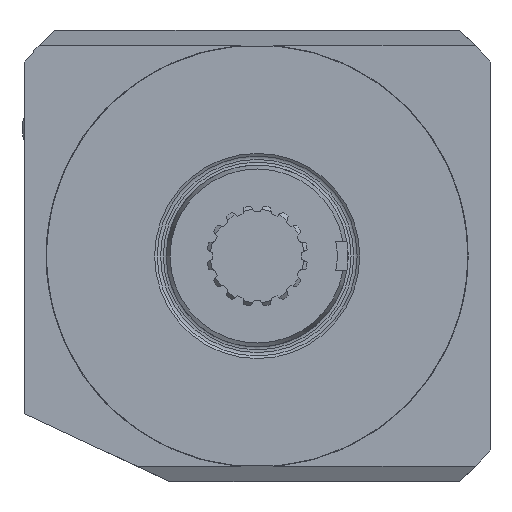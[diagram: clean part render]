
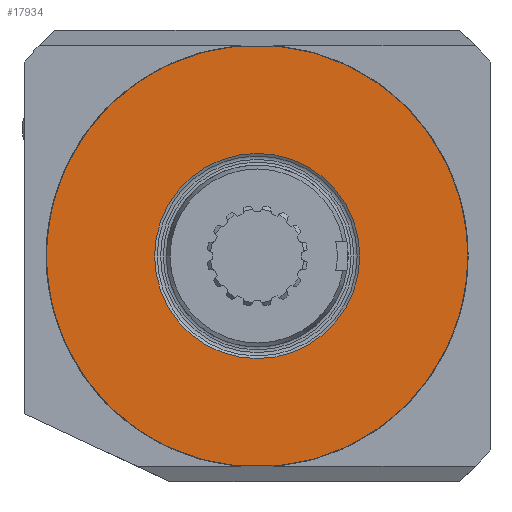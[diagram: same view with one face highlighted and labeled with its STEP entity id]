
A CAD part, front view. The second image highlights one B-rep face of the part: STEP entity #17934.
In plain terms, the highlighted planar face has unit normal (0, -1, 0).
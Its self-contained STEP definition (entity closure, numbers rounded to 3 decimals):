
#205 = PLANE ( 'NONE',  #3727 ) ;
#420 = VECTOR ( 'NONE', #19036, 1000. ) ;
#842 = VERTEX_POINT ( 'NONE', #869 ) ;
#869 = CARTESIAN_POINT ( 'NONE',  ( -3.297, 0., -28.812 ) ) ;
#2517 = EDGE_CURVE ( 'NONE', #7574, #7574, #5332, .T. ) ;
#2665 = CIRCLE ( 'NONE', #9040, 29. ) ;
#2739 = EDGE_LOOP ( 'NONE', ( #20879, #23773, #25508, #9017 ) ) ;
#3727 = AXIS2_PLACEMENT_3D ( 'NONE', #18060, #22032, #24028 ) ;
#4074 = DIRECTION ( 'NONE',  ( -1., 0., 0. ) ) ;
#5332 = CIRCLE ( 'NONE', #17012, 14.1 ) ;
#5334 = LINE ( 'NONE', #14589, #25468 ) ;
#5630 = CARTESIAN_POINT ( 'NONE',  ( 0., 0., 0. ) ) ;
#6126 = EDGE_LOOP ( 'NONE', ( #9954 ) ) ;
#6570 = VERTEX_POINT ( 'NONE', #19609 ) ;
#7565 = CARTESIAN_POINT ( 'NONE',  ( 0., 0., 0. ) ) ;
#7574 = VERTEX_POINT ( 'NONE', #14837 ) ;
#7949 = EDGE_CURVE ( 'NONE', #6570, #26036, #16600, .T. ) ;
#9017 = ORIENTED_EDGE ( 'NONE', *, *, #7949, .T. ) ;
#9040 = AXIS2_PLACEMENT_3D ( 'NONE', #7565, #18114, #4074 ) ;
#9226 = CARTESIAN_POINT ( 'NONE',  ( -3.297, 0., 28.812 ) ) ;
#9954 = ORIENTED_EDGE ( 'NONE', *, *, #2517, .F. ) ;
#10347 = EDGE_CURVE ( 'NONE', #17539, #26036, #5334, .T. ) ;
#10459 = LINE ( 'NONE', #24797, #420 ) ;
#10903 = DIRECTION ( 'NONE',  ( 1., 0., 0. ) ) ;
#11482 = CARTESIAN_POINT ( 'NONE',  ( 0., 0., 0. ) ) ;
#13133 = EDGE_CURVE ( 'NONE', #842, #6570, #10459, .T. ) ;
#14589 = CARTESIAN_POINT ( 'NONE',  ( -32., 0., 28.812 ) ) ;
#14837 = CARTESIAN_POINT ( 'NONE',  ( -14.1, 0., 0. ) ) ;
#15716 = DIRECTION ( 'NONE',  ( 0., -1., 0. ) ) ;
#16600 = CIRCLE ( 'NONE', #21927, 29. ) ;
#17012 = AXIS2_PLACEMENT_3D ( 'NONE', #11482, #23699, #17721 ) ;
#17145 = FACE_OUTER_BOUND ( 'NONE', #2739, .T. ) ;
#17539 = VERTEX_POINT ( 'NONE', #9226 ) ;
#17586 = DIRECTION ( 'NONE',  ( -1., 0., 0. ) ) ;
#17721 = DIRECTION ( 'NONE',  ( -1., 0., 0. ) ) ;
#17934 = ADVANCED_FACE ( 'NONE', ( #22472, #17145 ), #205, .F. ) ;
#18060 = CARTESIAN_POINT ( 'NONE',  ( 0., 0., -12.5 ) ) ;
#18114 = DIRECTION ( 'NONE',  ( 0., -1., 0. ) ) ;
#19036 = DIRECTION ( 'NONE',  ( 1., 0., 0. ) ) ;
#19609 = CARTESIAN_POINT ( 'NONE',  ( 3.297, 0., -28.812 ) ) ;
#20879 = ORIENTED_EDGE ( 'NONE', *, *, #10347, .F. ) ;
#21927 = AXIS2_PLACEMENT_3D ( 'NONE', #5630, #15716, #17586 ) ;
#22032 = DIRECTION ( 'NONE',  ( 0., 1., 0. ) ) ;
#22472 = FACE_BOUND ( 'NONE', #6126, .T. ) ;
#23699 = DIRECTION ( 'NONE',  ( 0., -1., 0. ) ) ;
#23773 = ORIENTED_EDGE ( 'NONE', *, *, #24565, .T. ) ;
#24028 = DIRECTION ( 'NONE',  ( 1., 0., 0. ) ) ;
#24343 = CARTESIAN_POINT ( 'NONE',  ( 3.297, 0., 28.812 ) ) ;
#24565 = EDGE_CURVE ( 'NONE', #17539, #842, #2665, .T. ) ;
#24797 = CARTESIAN_POINT ( 'NONE',  ( -32., 0., -28.812 ) ) ;
#25468 = VECTOR ( 'NONE', #10903, 1000. ) ;
#25508 = ORIENTED_EDGE ( 'NONE', *, *, #13133, .T. ) ;
#26036 = VERTEX_POINT ( 'NONE', #24343 ) ;
